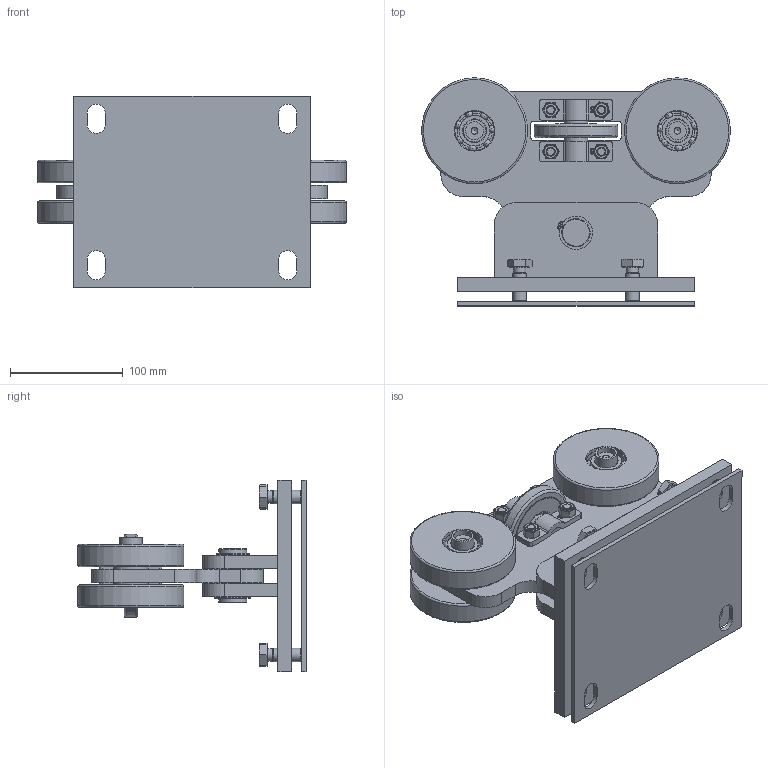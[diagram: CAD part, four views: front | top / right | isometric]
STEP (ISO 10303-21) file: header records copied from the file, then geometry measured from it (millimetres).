
FILE_DESCRIPTION(/* description */ (''),/* implementation_level */ '2;1');
FILE_NAME(/* name */ '9972S.stp',/* time_stamp */ '2019-08-14T12:24:48+02:00',/* author */ ('Marc'),/* organization */ (''),/* preprocessor_version */ 'ST-DEVELOPER v17.2',/* originating_system */ 'Autodesk Inventor 2019',/* authorisation */ '');
FILE_SCHEMA (('AUTOMOTIVE_DESIGN { 1 0 10303 214 3 1 1 }'));
Length unit declared in the file: millimetre
Products named in the file (20): 9972S; 18747; 18751; 18755; 16332; 16333; 18736; 09155; 14996; 20126; 04609; 18754; 04520; 06024; 09138; 20125; GALB95S; 18269; 09070; SKF 2RS16004-2RS1
Assembly tree (40 placements, depth 3):
  9972S
    18747
    18751
    18755  x2
    16332  x2
    16333  x4
    18736
    09155  x2
    14996  x4
    20126
    04609  x4
    18754
    04520  x4
    06024  x4
    09138
    20125
    GALB95S  x4
      18269
      09070
      SKF 2RS16004-2RS1
Bounding box: 274 x 202.5 x 170 mm (x, y, z)
Volume: 1711841.3 mm3; surface area: 462940 mm2
Topology: 45 solids, 45 shells, 990 faces, 2855 edges, 1946 vertices
Faces by surface type: plane 359, cylinder 284, torus 198, bspline 60, cone 54, sphere 35
Full cylindrical faces by diameter (mm): 2 x4, 2.5 x8, 6 x4, 6.647 x4, 8 x4, 9 x8, 10.25 x4, 11.053 x4, 12 x4, 12.5 x4, 16 x4, 16.9 x1, 17 x1, 17.1 x1, 17.2 x4, 19.8 x4, 20 x4, 20.5 x4, 21 x2, 23.9 x2, 24.36 x2, 25 x5, 25.3 x3, 27.04 x8, 31 x4, 32.64 x2, 34.96 x8, 36 x4, 42 x12, 46 x4
Entity records: 17014 total; most frequent: CARTESIAN_POINT 4731, DIRECTION 2436, ORIENTED_EDGE 2390, EDGE_CURVE 1195, AXIS2_PLACEMENT_3D 975, VERTEX_POINT 834, EDGE_LOOP 539, CIRCLE 507
